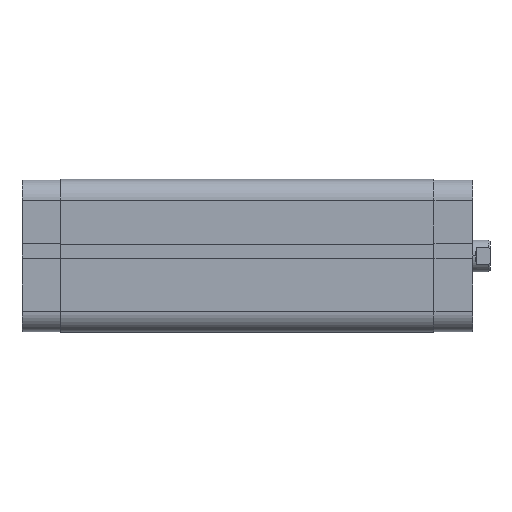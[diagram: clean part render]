
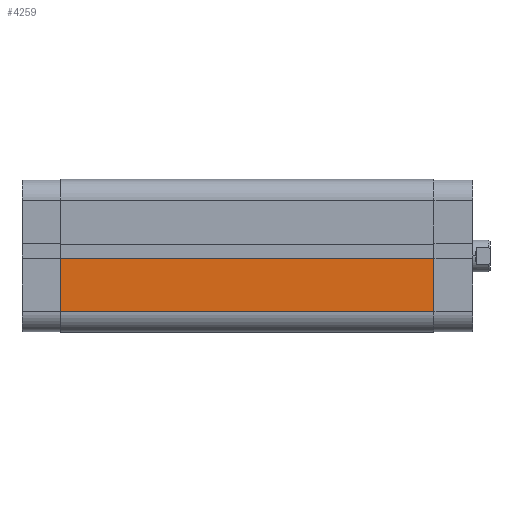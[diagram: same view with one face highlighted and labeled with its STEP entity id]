
A CAD part, top view. The second image highlights one B-rep face of the part: STEP entity #4259.
In plain terms, the highlighted face is planar.
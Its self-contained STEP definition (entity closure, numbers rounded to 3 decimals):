
#17 = EDGE_LOOP ( 'NONE', ( #3179, #3178, #3177, #3176 ) ) ;
#910 = LINE ( 'NONE', #5867, #911 ) ;
#911 = VECTOR ( 'NONE', #5868, 1000. ) ;
#916 = LINE ( 'NONE', #5873, #917 ) ;
#917 = VECTOR ( 'NONE', #5874, 1000. ) ;
#924 = LINE ( 'NONE', #5882, #925 ) ;
#925 = VECTOR ( 'NONE', #5883, 1000. ) ;
#928 = LINE ( 'NONE', #5881, #932 ) ;
#932 = VECTOR ( 'NONE', #5892, 1000. ) ;
#1691 = VERTEX_POINT ( 'NONE', #2203 ) ;
#1759 = VERTEX_POINT ( 'NONE', #2271 ) ;
#1760 = VERTEX_POINT ( 'NONE', #2272 ) ;
#1774 = VERTEX_POINT ( 'NONE', #2286 ) ;
#2203 = CARTESIAN_POINT ( 'NONE',  ( 29., 0.85, 0. ) ) ;
#2271 = CARTESIAN_POINT ( 'NONE',  ( 29., 21., 0. ) ) ;
#2272 = CARTESIAN_POINT ( 'NONE',  ( 29., 21., 141.5 ) ) ;
#2286 = CARTESIAN_POINT ( 'NONE',  ( 29., 0.85, 141.5 ) ) ;
#3006 = PLANE ( 'NONE',  #4965 ) ;
#3009 = CARTESIAN_POINT ( 'NONE',  ( 29., -63.941, 141.5 ) ) ;
#3015 = DIRECTION ( 'NONE',  ( 1., 0., 0. ) ) ;
#3016 = DIRECTION ( 'NONE',  ( 0., 1., 0. ) ) ;
#3176 = ORIENTED_EDGE ( 'NONE', *, *, #4516, .T. ) ;
#3177 = ORIENTED_EDGE ( 'NONE', *, *, #4520, .T. ) ;
#3178 = ORIENTED_EDGE ( 'NONE', *, *, #4512, .F. ) ;
#3179 = ORIENTED_EDGE ( 'NONE', *, *, #4509, .F. ) ;
#3923 = FACE_OUTER_BOUND ( 'NONE', #17, .T. ) ;
#4259 = ADVANCED_FACE ( 'NONE', ( #3923 ), #3006, .T. ) ;
#4509 = EDGE_CURVE ( 'NONE', #1759, #1691, #910, .T. ) ;
#4512 = EDGE_CURVE ( 'NONE', #1760, #1759, #916, .T. ) ;
#4516 = EDGE_CURVE ( 'NONE', #1774, #1691, #924, .T. ) ;
#4520 = EDGE_CURVE ( 'NONE', #1760, #1774, #928, .T. ) ;
#4965 = AXIS2_PLACEMENT_3D ( 'NONE', #3009, #3015, #3016 ) ;
#5867 = CARTESIAN_POINT ( 'NONE',  ( 29., -63.941, 0. ) ) ;
#5868 = DIRECTION ( 'NONE',  ( 0., -1., 0. ) ) ;
#5873 = CARTESIAN_POINT ( 'NONE',  ( 29., 21., 141.5 ) ) ;
#5874 = DIRECTION ( 'NONE',  ( 0., 0., -1. ) ) ;
#5881 = CARTESIAN_POINT ( 'NONE',  ( 29., -63.941, 141.5 ) ) ;
#5882 = CARTESIAN_POINT ( 'NONE',  ( 29., 0.85, 141.5 ) ) ;
#5883 = DIRECTION ( 'NONE',  ( 0., 0., -1. ) ) ;
#5892 = DIRECTION ( 'NONE',  ( 0., -1., 0. ) ) ;
